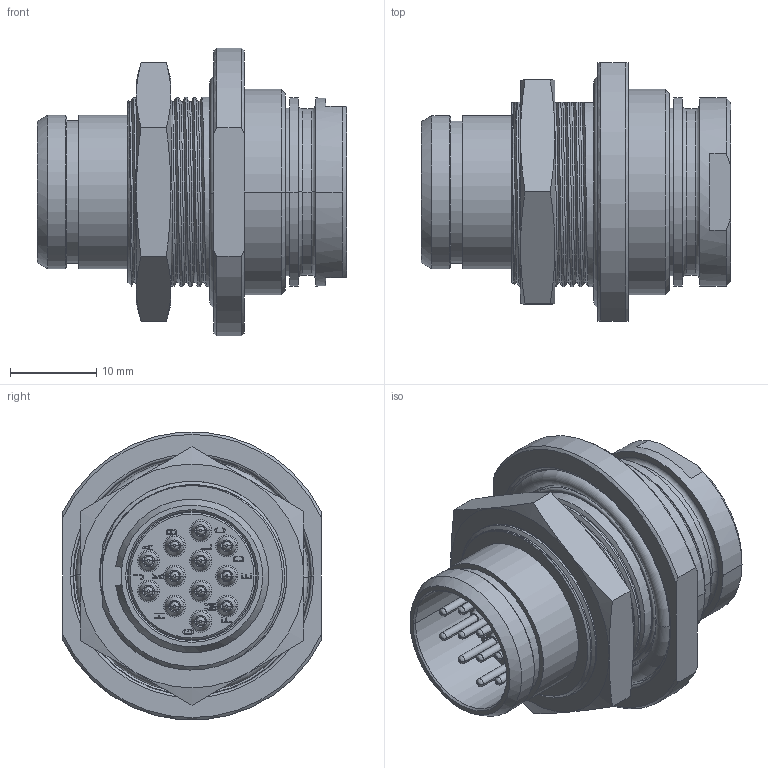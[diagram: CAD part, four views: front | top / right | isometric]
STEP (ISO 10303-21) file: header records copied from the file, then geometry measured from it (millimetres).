
FILE_DESCRIPTION((''),'2;1');
FILE_NAME('1332EVR212MZ','2024-07-26T11:18:45',('paultorloting'),('NET AG system integration'),'CREO PARAMETRIC BY PTC INC, 2021404','CREO PARAMETRIC BY PTC INC, 2021404','');
FILE_SCHEMA(('AUTOMOTIVE_DESIGN { 1 0 10303 214 1 1 1 1 }'));
Length unit declared in the file: millimetre
Products named in the file (1): 1332EVR212MZ
Bounding box: 35.9 x 30 x 33.38 mm (x, y, z)
Volume: 9126.8 mm3; surface area: 10699.2 mm2
Topology: 1 solids, 1 shells, 975 faces, 2463 edges, 1577 vertices
Faces by surface type: plane 477, cylinder 265, cone 116, torus 66, bspline 51
Entity records: 40575 total; most frequent: CARTESIAN_POINT 11212, ORIENTED_EDGE 4926, DIRECTION 4901, EDGE_CURVE 2463, AXIS2_PLACEMENT_3D 1755, VERTEX_POINT 1577, VECTOR 1388, LINE 1388
